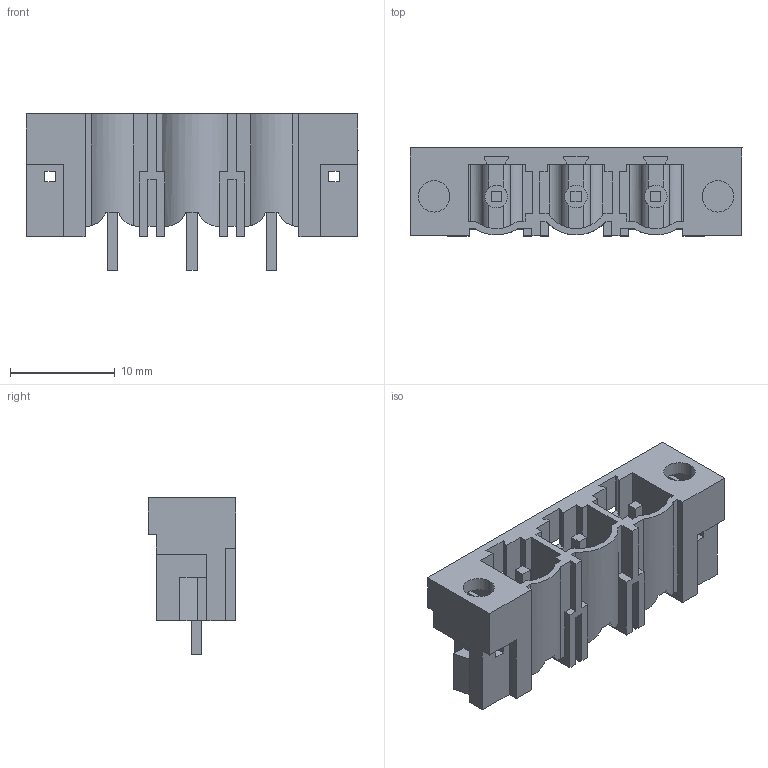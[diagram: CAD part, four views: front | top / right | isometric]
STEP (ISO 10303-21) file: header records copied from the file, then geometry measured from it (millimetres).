
FILE_DESCRIPTION(('CATIA V5 STEP Exchange','CAx-IF Rec.Pracs.--- Model Styling and Organization---1.4--- 2014-01-23'),'2;1');
FILE_NAME ('D1448907_1_1140880000_1140880000.stp','2021-05-20T12:57:24+00:00',('none'),('Weidmueller'),'CATIA Version 5-6 Release 2016 SP3 HF44','CATIA V5 STEP AP214','none');
FILE_SCHEMA(('AUTOMOTIVE_DESIGN { 1 0 10303 214 1 1 1 1 }'));
Length unit declared in the file: millimetre
Products named in the file (1): 1140880000
Bounding box: 31.72 x 8.4 x 14.95 mm (x, y, z)
Volume: 1294.4 mm3; surface area: 2826.2 mm2
Topology: 4 solids, 4 shells, 233 faces, 673 edges, 443 vertices
Faces by surface type: plane 199, cylinder 34
Entity records: 7372 total; most frequent: CARTESIAN_POINT 1420, ORIENTED_EDGE 1346, DIRECTION 1028, EDGE_CURVE 673, VECTOR 581, LINE 581, VERTEX_POINT 443, AXIS2_PLACEMENT_3D 259
